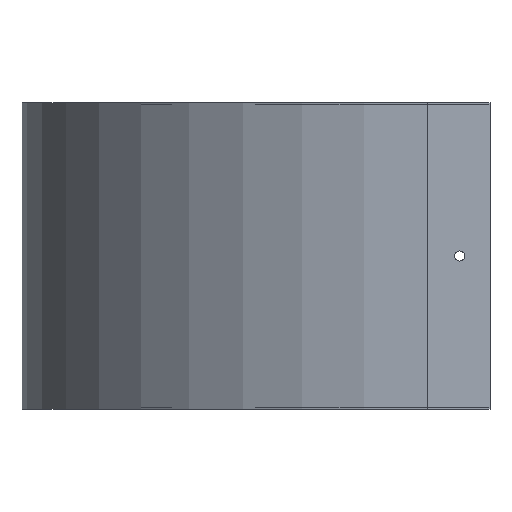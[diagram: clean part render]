
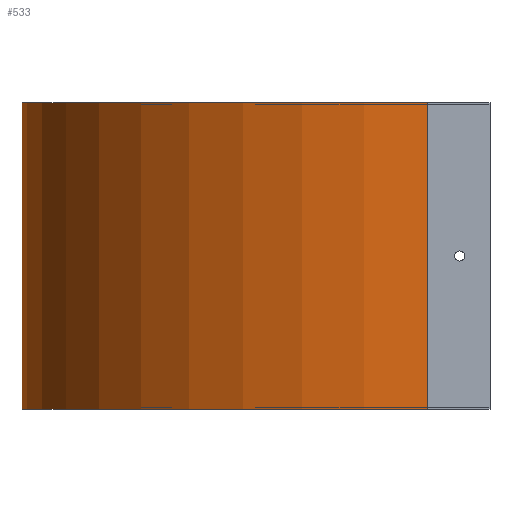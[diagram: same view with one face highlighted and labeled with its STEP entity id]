
A CAD part, left-side view. The second image highlights one B-rep face of the part: STEP entity #533.
In plain terms, the highlighted cylindrical face has radius 200.8 mm (diameter 401.6 mm), a partial arc.
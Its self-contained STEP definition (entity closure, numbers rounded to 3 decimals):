
#9 = DIRECTION ( 'NONE',  ( 0., 0., 1. ) ) ;
#10 = CARTESIAN_POINT ( 'NONE',  ( 200., 231.8, -151.2 ) ) ;
#39 = DIRECTION ( 'NONE',  ( 1., 0., 0. ) ) ;
#42 = DIRECTION ( 'NONE',  ( 0., 0., -1. ) ) ;
#44 = CARTESIAN_POINT ( 'NONE',  ( 200., 31., 0.8 ) ) ;
#47 = DIRECTION ( 'NONE',  ( 1., 0., 0. ) ) ;
#48 = DIRECTION ( 'NONE',  ( 0., 0., -1. ) ) ;
#49 = CARTESIAN_POINT ( 'NONE',  ( 200., 31., -151.2 ) ) ;
#55 = CARTESIAN_POINT ( 'NONE',  ( -0.8, 31., -151.2 ) ) ;
#59 = DIRECTION ( 'NONE',  ( 0., 0., 1. ) ) ;
#85 = CIRCLE ( 'NONE', #445, 200.8 ) ;
#148 = CYLINDRICAL_SURFACE ( 'NONE', #479, 200.8 ) ;
#152 = FACE_OUTER_BOUND ( 'NONE', #268, .T. ) ;
#176 = VECTOR ( 'NONE', #9, 1000. ) ;
#179 = LINE ( 'NONE', #10, #176 ) ;
#195 = VECTOR ( 'NONE', #59, 1000. ) ;
#199 = LINE ( 'NONE', #55, #195 ) ;
#200 = CIRCLE ( 'NONE', #444, 200.8 ) ;
#268 = EDGE_LOOP ( 'NONE', ( #357, #348, #356, #385 ) ) ;
#302 = VERTEX_POINT ( 'NONE', #563 ) ;
#318 = VERTEX_POINT ( 'NONE', #554 ) ;
#328 = VERTEX_POINT ( 'NONE', #555 ) ;
#329 = VERTEX_POINT ( 'NONE', #605 ) ;
#348 = ORIENTED_EDGE ( 'NONE', *, *, #517, .F. ) ;
#356 = ORIENTED_EDGE ( 'NONE', *, *, #505, .F. ) ;
#357 = ORIENTED_EDGE ( 'NONE', *, *, #504, .T. ) ;
#385 = ORIENTED_EDGE ( 'NONE', *, *, #506, .T. ) ;
#444 = AXIS2_PLACEMENT_3D ( 'NONE', #49, #48, #39 ) ;
#445 = AXIS2_PLACEMENT_3D ( 'NONE', #44, #42, #47 ) ;
#479 = AXIS2_PLACEMENT_3D ( 'NONE', #687, #688, #692 ) ;
#504 = EDGE_CURVE ( 'NONE', #302, #329, #85, .T. ) ;
#505 = EDGE_CURVE ( 'NONE', #328, #318, #200, .T. ) ;
#506 = EDGE_CURVE ( 'NONE', #328, #302, #199, .T. ) ;
#517 = EDGE_CURVE ( 'NONE', #318, #329, #179, .T. ) ;
#533 = ADVANCED_FACE ( 'NONE', ( #152 ), #148, .T. ) ;
#554 = CARTESIAN_POINT ( 'NONE',  ( 200., 231.8, -151.2 ) ) ;
#555 = CARTESIAN_POINT ( 'NONE',  ( -0.8, 31., -151.2 ) ) ;
#563 = CARTESIAN_POINT ( 'NONE',  ( -0.8, 31., 0.8 ) ) ;
#605 = CARTESIAN_POINT ( 'NONE',  ( 200., 231.8, 0.8 ) ) ;
#687 = CARTESIAN_POINT ( 'NONE',  ( 200., 31., -151.2 ) ) ;
#688 = DIRECTION ( 'NONE',  ( 0., 0., 1. ) ) ;
#692 = DIRECTION ( 'NONE',  ( 1., 0., 0. ) ) ;
